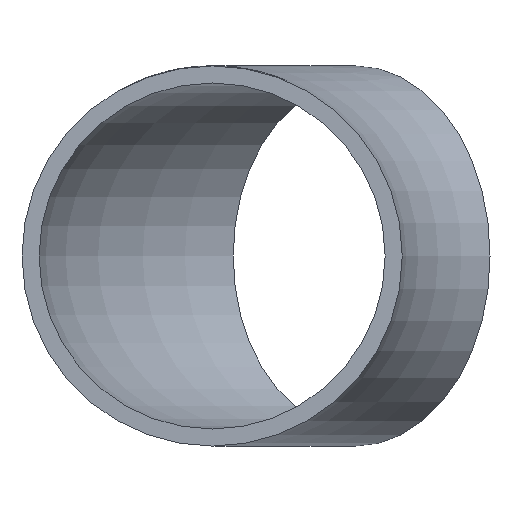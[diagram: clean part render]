
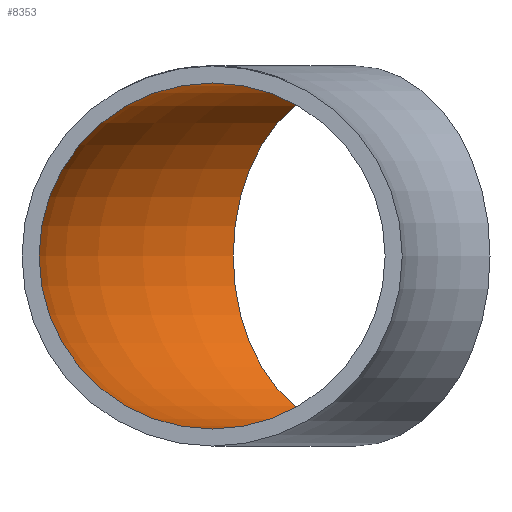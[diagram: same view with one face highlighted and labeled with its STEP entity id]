
A CAD part, front view. The second image highlights one B-rep face of the part: STEP entity #8353.
In plain terms, the highlighted toroidal (fillet/blend) face has major radius 114.5 mm and minor radius 40.45 mm.
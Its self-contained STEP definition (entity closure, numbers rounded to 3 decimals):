
#13 = AXIS2_PLACEMENT_3D ( 'NONE', #9308, #4030, #16474 ) ;
#3363 = CIRCLE ( 'NONE', #18733, 40.45 ) ;
#4030 = DIRECTION ( 'NONE',  ( 0., 0., -1. ) ) ;
#4268 = DIRECTION ( 'NONE',  ( 0., 0., 1. ) ) ;
#6130 = CARTESIAN_POINT ( 'NONE',  ( -114.5, 0., 0. ) ) ;
#6545 = EDGE_LOOP ( 'NONE', ( #14494 ) ) ;
#6752 = TOROIDAL_SURFACE ( 'NONE', #13, 114.5, 40.45 ) ;
#8280 = CARTESIAN_POINT ( 'NONE',  ( -109.566, 109.566, 0. ) ) ;
#8353 = ADVANCED_FACE ( 'NONE', ( #18359, #18479 ), #6752, .F. ) ;
#9161 = DIRECTION ( 'NONE',  ( -0.707, 0.707, 0. ) ) ;
#9286 = EDGE_LOOP ( 'NONE', ( #22973 ) ) ;
#9308 = CARTESIAN_POINT ( 'NONE',  ( 0., 0., 0. ) ) ;
#11237 = AXIS2_PLACEMENT_3D ( 'NONE', #19735, #19966, #9161 ) ;
#13905 = CARTESIAN_POINT ( 'NONE',  ( -114.5, 0., 40.45 ) ) ;
#14494 = ORIENTED_EDGE ( 'NONE', *, *, #20588, .F. ) ;
#15546 = VERTEX_POINT ( 'NONE', #8280 ) ;
#15899 = VERTEX_POINT ( 'NONE', #13905 ) ;
#16474 = DIRECTION ( 'NONE',  ( -1., 0., 0. ) ) ;
#18359 = FACE_OUTER_BOUND ( 'NONE', #9286, .T. ) ;
#18479 = FACE_OUTER_BOUND ( 'NONE', #6545, .T. ) ;
#18733 = AXIS2_PLACEMENT_3D ( 'NONE', #6130, #20567, #4268 ) ;
#19735 = CARTESIAN_POINT ( 'NONE',  ( -80.964, 80.964, 0. ) ) ;
#19966 = DIRECTION ( 'NONE',  ( 0.707, 0.707, 0. ) ) ;
#20567 = DIRECTION ( 'NONE',  ( 0., 1., 0. ) ) ;
#20588 = EDGE_CURVE ( 'NONE', #15899, #15899, #3363, .T. ) ;
#21147 = EDGE_CURVE ( 'NONE', #15546, #15546, #21344, .T. ) ;
#21344 = CIRCLE ( 'NONE', #11237, 40.45 ) ;
#22973 = ORIENTED_EDGE ( 'NONE', *, *, #21147, .T. ) ;
